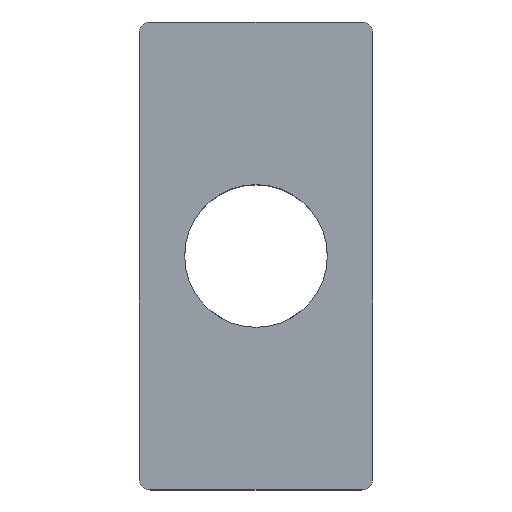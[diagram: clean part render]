
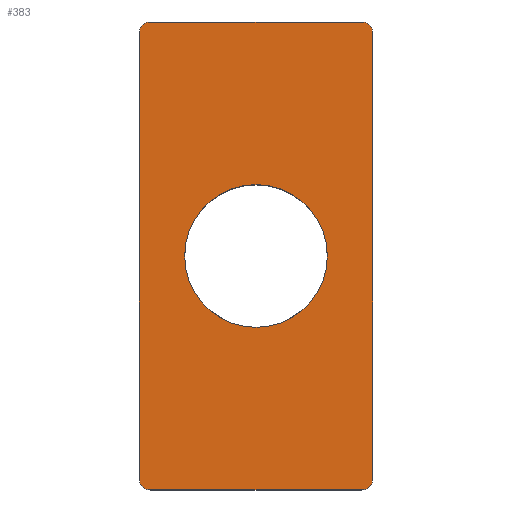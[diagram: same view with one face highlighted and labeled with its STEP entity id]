
A CAD part, top view. The second image highlights one B-rep face of the part: STEP entity #383.
In plain terms, the highlighted planar face has unit normal (0, 0, 1).
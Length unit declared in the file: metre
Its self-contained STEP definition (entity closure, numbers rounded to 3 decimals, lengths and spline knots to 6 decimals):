
#383=ADVANCED_FACE('',(#773,#774),#775,.T.);
#773=FACE_BOUND('',#1163,.T.);
#774=FACE_OUTER_BOUND('',#1164,.T.);
#775=PLANE('',#1165);
#1163=EDGE_LOOP('',(#2290));
#1164=EDGE_LOOP('',(#2291,#2292,#2293,#2294,#2295,#2296,#2297,#2298));
#1165=AXIS2_PLACEMENT_3D('',#2299,#2300,#2301);
#2290=ORIENTED_EDGE('',*,*,#2803,.F.);
#2291=ORIENTED_EDGE('',*,*,#2821,.F.);
#2292=ORIENTED_EDGE('',*,*,#2817,.T.);
#2293=ORIENTED_EDGE('',*,*,#2823,.F.);
#2294=ORIENTED_EDGE('',*,*,#2813,.T.);
#2295=ORIENTED_EDGE('',*,*,#2824,.F.);
#2296=ORIENTED_EDGE('',*,*,#2805,.T.);
#2297=ORIENTED_EDGE('',*,*,#2825,.F.);
#2298=ORIENTED_EDGE('',*,*,#2809,.T.);
#2299=CARTESIAN_POINT('',(0.0,0.0,0.0));
#2300=DIRECTION('',(0.0,-0.0,1.0));
#2301=DIRECTION('',(1.0,0.0,0.0));
#2803=EDGE_CURVE('',#3482,#3482,#3483,.T.);
#2805=EDGE_CURVE('',#3485,#3486,#3487,.T.);
#2809=EDGE_CURVE('',#3491,#3492,#3493,.T.);
#2813=EDGE_CURVE('',#3497,#3498,#3499,.T.);
#2817=EDGE_CURVE('',#3503,#3504,#3505,.T.);
#2821=EDGE_CURVE('',#3503,#3492,#3509,.T.);
#2823=EDGE_CURVE('',#3497,#3504,#3511,.T.);
#2824=EDGE_CURVE('',#3485,#3498,#3512,.T.);
#2825=EDGE_CURVE('',#3491,#3486,#3513,.T.);
#3482=VERTEX_POINT('',#4462);
#3483=CIRCLE('',#4463,0.0061);
#3485=VERTEX_POINT('',#4465);
#3486=VERTEX_POINT('',#4466);
#3487=CIRCLE('',#4467,0.001);
#3491=VERTEX_POINT('',#4473);
#3492=VERTEX_POINT('',#4474);
#3493=CIRCLE('',#4475,0.001);
#3497=VERTEX_POINT('',#4481);
#3498=VERTEX_POINT('',#4482);
#3499=CIRCLE('',#4483,0.001);
#3503=VERTEX_POINT('',#4489);
#3504=VERTEX_POINT('',#4490);
#3505=CIRCLE('',#4491,0.001);
#3509=LINE('',#4497,#4498);
#3511=LINE('',#4500,#4501);
#3512=LINE('',#4502,#4503);
#3513=LINE('',#4504,#4505);
#4462=CARTESIAN_POINT('',(0.0061,0.0,0.0));
#4463=AXIS2_PLACEMENT_3D('',#5015,#5016,#5017);
#4465=CARTESIAN_POINT('',(-0.01,-0.019,0.0));
#4466=CARTESIAN_POINT('',(-0.009,-0.02,0.0));
#4467=AXIS2_PLACEMENT_3D('',#5018,#5019,#5020);
#4473=CARTESIAN_POINT('',(0.009,-0.02,0.0));
#4474=CARTESIAN_POINT('',(0.01,-0.019,0.0));
#4475=AXIS2_PLACEMENT_3D('',#5023,#5024,#5025);
#4481=CARTESIAN_POINT('',(-0.009,0.02,0.0));
#4482=CARTESIAN_POINT('',(-0.01,0.019,0.0));
#4483=AXIS2_PLACEMENT_3D('',#5028,#5029,#5030);
#4489=CARTESIAN_POINT('',(0.01,0.019,0.0));
#4490=CARTESIAN_POINT('',(0.009,0.02,0.0));
#4491=AXIS2_PLACEMENT_3D('',#5033,#5034,#5035);
#4497=CARTESIAN_POINT('',(0.01,0.0,0.0));
#4498=VECTOR('',#5038,1.0);
#4500=CARTESIAN_POINT('',(0.0,0.02,0.0));
#4501=VECTOR('',#5039,1.0);
#4502=CARTESIAN_POINT('',(-0.01,0.0,0.0));
#4503=VECTOR('',#5040,1.0);
#4504=CARTESIAN_POINT('',(0.0,-0.02,0.0));
#4505=VECTOR('',#5041,1.0);
#5015=CARTESIAN_POINT('',(0.0,0.0,0.0));
#5016=DIRECTION('',(0.0,-0.0,1.0));
#5017=DIRECTION('',(1.0,0.0,0.0));
#5018=CARTESIAN_POINT('',(-0.009,-0.019,0.0));
#5019=DIRECTION('',(0.0,-0.0,1.0));
#5020=DIRECTION('',(1.0,0.0,0.0));
#5023=CARTESIAN_POINT('',(0.009,-0.019,0.0));
#5024=DIRECTION('',(0.0,-0.0,1.0));
#5025=DIRECTION('',(1.0,0.0,0.0));
#5028=CARTESIAN_POINT('',(-0.009,0.019,0.0));
#5029=DIRECTION('',(0.0,-0.0,1.0));
#5030=DIRECTION('',(1.0,0.0,0.0));
#5033=CARTESIAN_POINT('',(0.009,0.019,0.0));
#5034=DIRECTION('',(0.0,-0.0,1.0));
#5035=DIRECTION('',(1.0,0.0,0.0));
#5038=DIRECTION('',(0.0,-1.0,0.0));
#5039=DIRECTION('',(1.0,0.0,0.0));
#5040=DIRECTION('',(-0.0,1.0,-0.0));
#5041=DIRECTION('',(-1.0,-0.0,-0.0));
